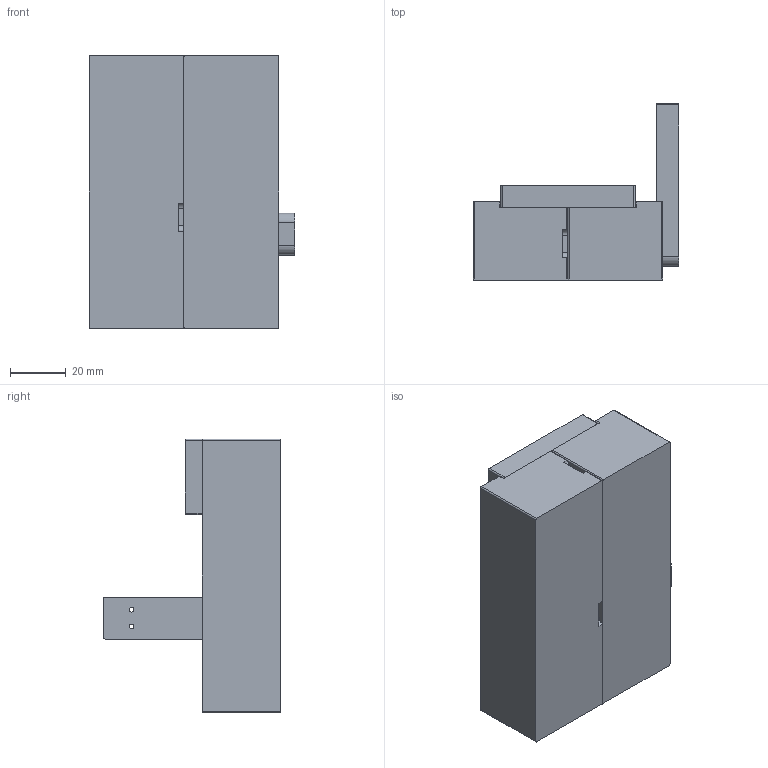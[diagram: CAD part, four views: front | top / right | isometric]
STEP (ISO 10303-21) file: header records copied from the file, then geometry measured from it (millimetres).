
FILE_DESCRIPTION (( 'STEP AP214' ), '1' );
FILE_NAME ('pangolin tracker standard - mould.STEP', '2020-08-25T10:44:02', ( '' ), ( '' ), 'SwSTEP 2.0', 'SolidWorks 2016', '' );
FILE_SCHEMA (( 'AUTOMOTIVE_DESIGN' ));
Length unit declared in the file: millimetre
Products named in the file (1): pangolin tracker standard - mould
Bounding box: 73.74 x 63.3 x 98 mm (x, y, z)
Volume: 163924.6 mm3; surface area: 37648.1 mm2
Topology: 4 solids, 4 shells, 198 faces, 508 edges, 328 vertices
Faces by surface type: cylinder 106, plane 62, cone 20, bspline 4, torus 4, sphere 2
Entity records: 6437 total; most frequent: CARTESIAN_POINT 1329, DIRECTION 1126, ORIENTED_EDGE 1016, EDGE_CURVE 508, AXIS2_PLACEMENT_3D 437, VERTEX_POINT 328, VECTOR 252, LINE 252
